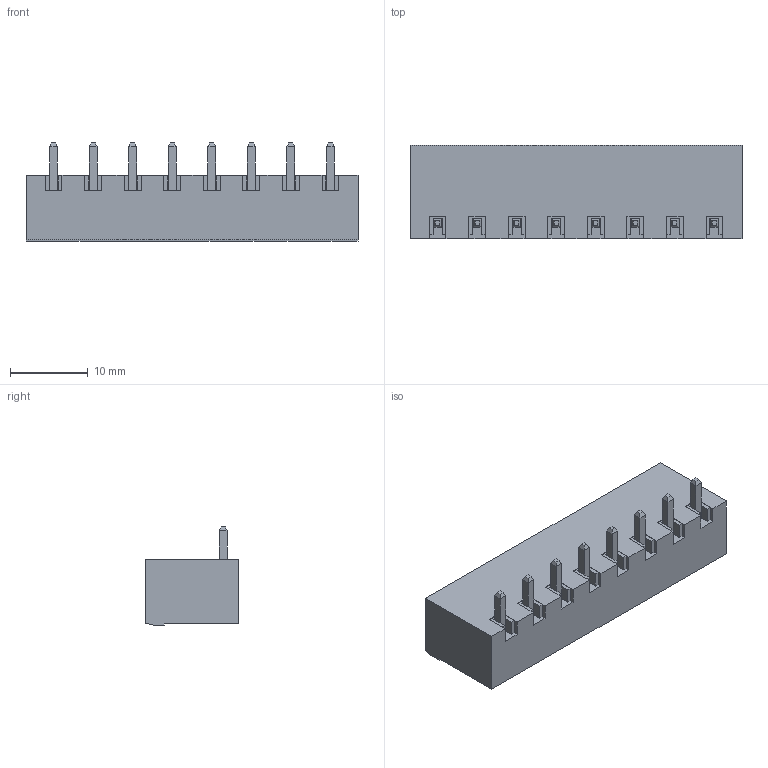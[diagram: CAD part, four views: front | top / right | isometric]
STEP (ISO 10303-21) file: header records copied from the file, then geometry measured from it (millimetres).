
FILE_DESCRIPTION (( 'STEP AP214' ), '1' );
FILE_NAME ('User Library-Header 8.STEP', '2020-09-22T16:29:03', ( '' ), ( '' ), 'SwSTEP 2.0', 'SolidWorks 2020', '' );
FILE_SCHEMA (( 'AUTOMOTIVE_DESIGN' ));
Length unit declared in the file: millimetre
Products named in the file (1): User Library-Header 8
Bounding box: 42.64 x 12 x 12.65 mm (x, y, z)
Volume: 1805.9 mm3; surface area: 3365.4 mm2
Topology: 1 solids, 1 shells, 429 faces, 1137 edges, 726 vertices
Faces by surface type: plane 389, torus 16, cylinder 16, bspline 8
Entity records: 17836 total; most frequent: CARTESIAN_POINT 2637, ORIENTED_EDGE 2274, DIRECTION 1981, EDGE_CURVE 1137, VECTOR 945, LINE 945, VERTEX_POINT 726, AXIS2_PLACEMENT_3D 518
